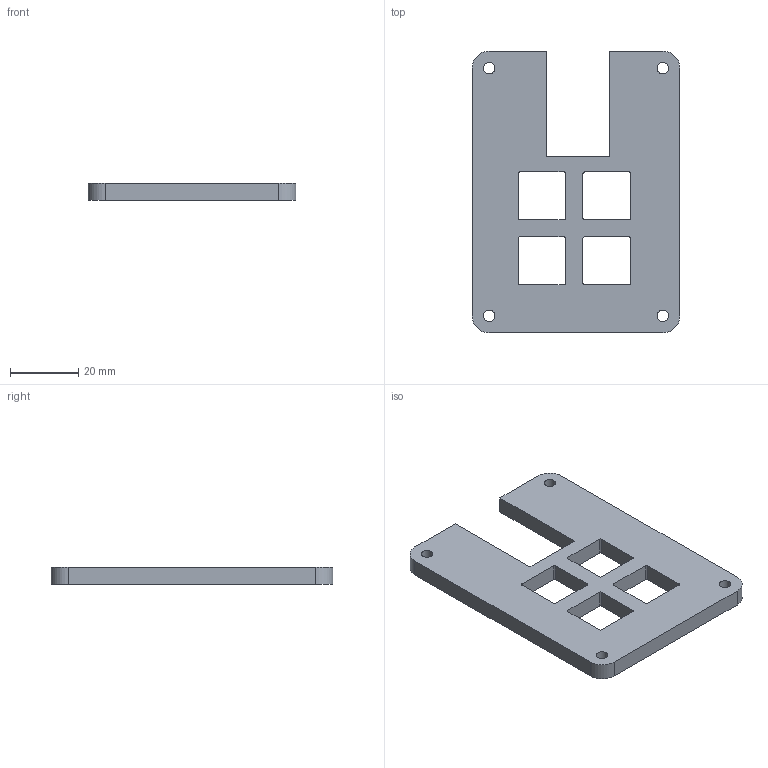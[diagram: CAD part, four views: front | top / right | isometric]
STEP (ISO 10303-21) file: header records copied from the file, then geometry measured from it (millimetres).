
FILE_DESCRIPTION(/* description */ (''),/* implementation_level */ '2;1');
FILE_NAME(/* name */ 'Hackpad Cover.step',/* time_stamp */ '2025-05-29T18:22:50-05:00',/* author */ (''),/* organization */ (''),/* preprocessor_version */ 'ST-DEVELOPER v20.1',/* originating_system */ 'Autodesk Translation Framework v14.10.0.0',/* authorisation */ '');
FILE_SCHEMA (('AUTOMOTIVE_DESIGN { 1 0 10303 214 3 1 1 }'));
Length unit declared in the file: millimetre
Products named in the file (1): 2025-05-29-17-24-51-207
Bounding box: 61 x 82.7 x 5.2 mm (x, y, z)
Volume: 18157.4 mm3; surface area: 10317.4 mm2
Topology: 1 solids, 1 shells, 545 faces, 1524 edges, 1016 vertices
Faces by surface type: bspline 352, plane 169, cylinder 24
Full cylindrical faces by diameter (mm): 3.4 x4
Entity records: 20771 total; most frequent: CARTESIAN_POINT 9070, ORIENTED_EDGE 3048, EDGE_CURVE 1524, DIRECTION 1256, VERTEX_POINT 1016, LINE 772, VECTOR 772, B_SPLINE_CURVE_WITH_KNOTS 704
